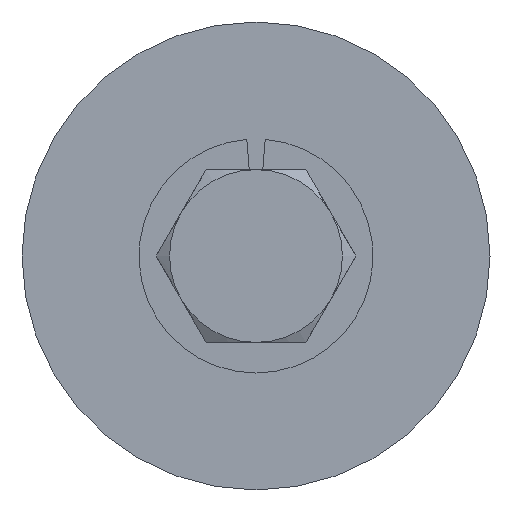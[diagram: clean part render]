
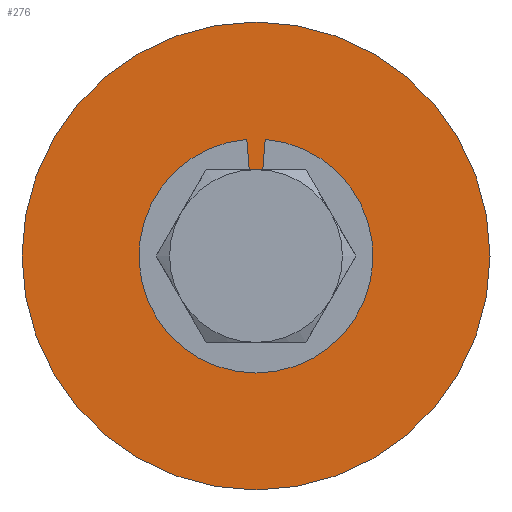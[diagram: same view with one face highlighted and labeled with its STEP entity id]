
A CAD part, left-side view. The second image highlights one B-rep face of the part: STEP entity #276.
In plain terms, the highlighted planar face has unit normal (-1, 0, 0).
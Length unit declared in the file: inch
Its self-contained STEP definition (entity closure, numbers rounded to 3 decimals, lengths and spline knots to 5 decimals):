
#43 = CIRCLE ( 'NONE', #1638, 0.84646 ) ;
#143 = AXIS2_PLACEMENT_3D ( 'NONE', #1675, #1705, #1024 ) ;
#276 = ADVANCED_FACE ( 'NONE', ( #1939, #2383 ), #757, .F. ) ;
#467 = DIRECTION ( 'NONE',  ( 0., 0., 1. ) ) ;
#604 = EDGE_LOOP ( 'NONE', ( #2300, #1400 ) ) ;
#749 = DIRECTION ( 'NONE',  ( 0., 0., 1. ) ) ;
#753 = EDGE_CURVE ( 'NONE', #2784, #2911, #1476, .T. ) ;
#757 = PLANE ( 'NONE',  #143 ) ;
#785 = DIRECTION ( 'NONE',  ( 0., 0., 1. ) ) ;
#929 = CARTESIAN_POINT ( 'NONE',  ( -3.37598, 0., 0.84646 ) ) ;
#939 = CARTESIAN_POINT ( 'NONE',  ( -3.37598, 0., -0.84646 ) ) ;
#953 = DIRECTION ( 'NONE',  ( 0., 0., 1. ) ) ;
#1024 = DIRECTION ( 'NONE',  ( 0., 0., 1. ) ) ;
#1098 = CARTESIAN_POINT ( 'NONE',  ( -3.37598, 0., 0.23622 ) ) ;
#1114 = CIRCLE ( 'NONE', #2000, 0.23622 ) ;
#1120 = EDGE_CURVE ( 'NONE', #2661, #1537, #43, .T. ) ;
#1204 = CARTESIAN_POINT ( 'NONE',  ( -3.37598, 0., 0. ) ) ;
#1209 = DIRECTION ( 'NONE',  ( 1., 0., 0. ) ) ;
#1253 = DIRECTION ( 'NONE',  ( 1., 0., 0. ) ) ;
#1400 = ORIENTED_EDGE ( 'NONE', *, *, #1120, .F. ) ;
#1476 = CIRCLE ( 'NONE', #2073, 0.23622 ) ;
#1537 = VERTEX_POINT ( 'NONE', #939 ) ;
#1638 = AXIS2_PLACEMENT_3D ( 'NONE', #2627, #1253, #749 ) ;
#1665 = CARTESIAN_POINT ( 'NONE',  ( -3.37598, 0., 0. ) ) ;
#1675 = CARTESIAN_POINT ( 'NONE',  ( -3.37598, 0., 0. ) ) ;
#1699 = ORIENTED_EDGE ( 'NONE', *, *, #753, .T. ) ;
#1705 = DIRECTION ( 'NONE',  ( 1., 0., 0. ) ) ;
#1939 = FACE_BOUND ( 'NONE', #2516, .T. ) ;
#2000 = AXIS2_PLACEMENT_3D ( 'NONE', #1204, #2144, #953 ) ;
#2073 = AXIS2_PLACEMENT_3D ( 'NONE', #2853, #1209, #785 ) ;
#2144 = DIRECTION ( 'NONE',  ( 1., 0., 0. ) ) ;
#2200 = AXIS2_PLACEMENT_3D ( 'NONE', #1665, #2623, #467 ) ;
#2300 = ORIENTED_EDGE ( 'NONE', *, *, #2879, .F. ) ;
#2383 = FACE_OUTER_BOUND ( 'NONE', #604, .T. ) ;
#2407 = ORIENTED_EDGE ( 'NONE', *, *, #2830, .T. ) ;
#2516 = EDGE_LOOP ( 'NONE', ( #1699, #2407 ) ) ;
#2565 = CARTESIAN_POINT ( 'NONE',  ( -3.37598, 0., -0.23622 ) ) ;
#2623 = DIRECTION ( 'NONE',  ( 1., 0., 0. ) ) ;
#2627 = CARTESIAN_POINT ( 'NONE',  ( -3.37598, 0., 0. ) ) ;
#2639 = CIRCLE ( 'NONE', #2200, 0.84646 ) ;
#2661 = VERTEX_POINT ( 'NONE', #929 ) ;
#2784 = VERTEX_POINT ( 'NONE', #1098 ) ;
#2830 = EDGE_CURVE ( 'NONE', #2911, #2784, #1114, .T. ) ;
#2853 = CARTESIAN_POINT ( 'NONE',  ( -3.37598, 0., 0. ) ) ;
#2879 = EDGE_CURVE ( 'NONE', #1537, #2661, #2639, .T. ) ;
#2911 = VERTEX_POINT ( 'NONE', #2565 ) ;
